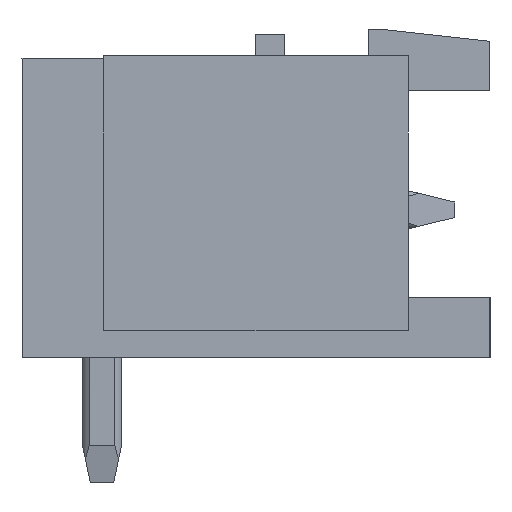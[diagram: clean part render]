
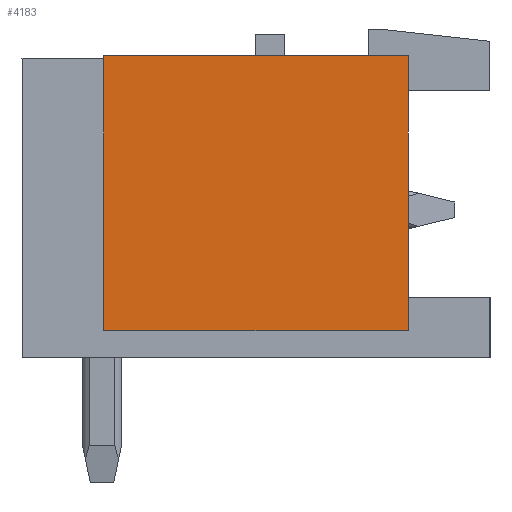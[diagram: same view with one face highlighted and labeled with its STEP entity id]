
A CAD part, left-side view. The second image highlights one B-rep face of the part: STEP entity #4183.
In plain terms, the highlighted planar face has unit normal (-1, 0, 0).
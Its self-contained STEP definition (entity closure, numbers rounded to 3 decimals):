
#4147=AXIS2_PLACEMENT_3D('Plane Axis2P3D',#4144,#4145,#4146) ;
#4144=CARTESIAN_POINT('Axis2P3D Location',(0.,2.1,0.)) ;
#4149=CARTESIAN_POINT('Line Origine',(0.,9.9,7.425)) ;
#4153=CARTESIAN_POINT('Vertex',(0.,9.9,3.9)) ;
#4155=CARTESIAN_POINT('Vertex',(0.,9.9,10.95)) ;
#4158=CARTESIAN_POINT('Line Origine',(0.,6.,3.9)) ;
#4162=CARTESIAN_POINT('Vertex',(0.,2.1,3.9)) ;
#4165=CARTESIAN_POINT('Line Origine',(0.,2.1,7.425)) ;
#4169=CARTESIAN_POINT('Vertex',(0.,2.1,10.95)) ;
#4172=CARTESIAN_POINT('Line Origine',(0.,6.,10.95)) ;
#4145=DIRECTION('Axis2P3D Direction',(1.,0.,0.)) ;
#4146=DIRECTION('Axis2P3D XDirection',(0.,1.,0.)) ;
#4150=DIRECTION('Vector Direction',(0.,0.,1.)) ;
#4159=DIRECTION('Vector Direction',(0.,1.,0.)) ;
#4166=DIRECTION('Vector Direction',(0.,0.,1.)) ;
#4173=DIRECTION('Vector Direction',(0.,1.,0.)) ;
#4151=VECTOR('Line Direction',#4150,1.) ;
#4160=VECTOR('Line Direction',#4159,1.) ;
#4167=VECTOR('Line Direction',#4166,1.) ;
#4174=VECTOR('Line Direction',#4173,1.) ;
#4178=ORIENTED_EDGE('',*,*,#4157,.F.) ;
#4179=ORIENTED_EDGE('',*,*,#4164,.T.) ;
#4180=ORIENTED_EDGE('',*,*,#4171,.T.) ;
#4181=ORIENTED_EDGE('',*,*,#4176,.F.) ;
#4183=ADVANCED_FACE('Housing',(#4182),#4148,.F.) ;
#4157=EDGE_CURVE('',#4154,#4156,#4152,.T.) ;
#4164=EDGE_CURVE('',#4154,#4163,#4161,.F.) ;
#4171=EDGE_CURVE('',#4163,#4170,#4168,.T.) ;
#4176=EDGE_CURVE('',#4156,#4170,#4175,.F.) ;
#4177=EDGE_LOOP('',(#4178,#4179,#4180,#4181)) ;
#4182=FACE_OUTER_BOUND('',#4177,.T.) ;
#4152=LINE('Line',#4149,#4151) ;
#4161=LINE('Line',#4158,#4160) ;
#4168=LINE('Line',#4165,#4167) ;
#4175=LINE('Line',#4172,#4174) ;
#4148=PLANE('',#4147) ;
#4154=VERTEX_POINT('',#4153) ;
#4156=VERTEX_POINT('',#4155) ;
#4163=VERTEX_POINT('',#4162) ;
#4170=VERTEX_POINT('',#4169) ;
